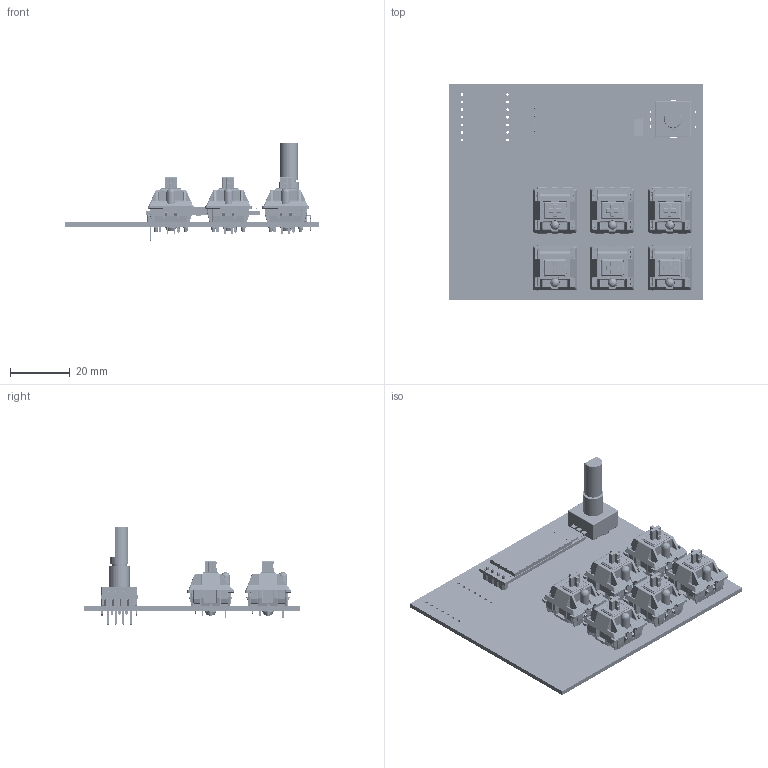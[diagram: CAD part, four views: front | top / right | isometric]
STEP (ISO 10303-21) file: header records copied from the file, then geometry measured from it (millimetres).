
FILE_DESCRIPTION(('KiCad electronic assembly'),'2;1');
FILE_NAME('jays-hackpad-pcb.step','2025-12-18T11:56:01',('Pcbnew'),( 'Kicad'),'Open CASCADE STEP processor 7.8','KiCad to STEP converter' ,'Unknown');
FILE_SCHEMA(('AUTOMOTIVE_DESIGN { 1 0 10303 214 1 1 1 1 }'));
Length unit declared in the file: millimetre
Products named in the file (15): jays-hackpad-pcb 1; Rotary Encoder; MX; MX Öá °´¼ü¡ä_¨¹___¡§1; MX ס סͥ¨¢¨¬_¡§¡顧__; MXס ϞñLEDLEDLED; MXÖá ÖáÌå µ×²¿ ¦Ì¡Á2__Ä¬ÈÏ_¨¢2____¨¨_; ֫½ğ__Ĭɏ__¨¨_; oled_0.91_128x32; OLED_0.91_128x32; Pin Header 4 x 1 TH 2.54mm Pitch; RESC-0603; 2SD0601A; jays-hackpad_PCB; jays-hackpad-pcb 2
Assembly tree (30 placements, depth 3):
  jays-hackpad-pcb 1
    Rotary Encoder
    MX  x6
      MX Öá °´¼ü¡ä_¨¹___¡§1
      MX ס סͥ¨¢¨¬_¡§¡顧__
      MXס ϞñLEDLEDLED
      MXÖá ÖáÌå µ×²¿ ¦Ì¡Á2__Ä¬ÈÏ_¨¢2____¨¨_
      ֫½ğ__Ĭɏ__¨¨_
    oled_0.91_128x32
      OLED_0.91_128x32
      Pin Header 4 x 1 TH 2.54mm Pitch
      RESC-0603  x13
      2SD0601A
    jays-hackpad_PCB
  jays-hackpad-pcb 2
Bounding box: 85 x 72 x 32.95 mm (x, y, z)
Volume: 18359.9 mm3; surface area: 32211.5 mm2
Topology: 115 solids, 115 shells, 10707 faces, 25904 edges, 14842 vertices
Faces by surface type: cylinder 4369, plane 3645, torus 1254, sphere 686, bspline 464, revolution 228, cone 61
Full cylindrical faces by diameter (mm): 0.889 x14, 1 x13, 1.5 x12, 1.7 x12, 2 x8, 4 x6, 5 x1, 6 x1, 6.884 x1
Entity records: 69073 total; most frequent: CARTESIAN_POINT 14992, ORIENTED_EDGE 10854, DIRECTION 10830, EDGE_CURVE 5427, AXIS2_PLACEMENT_3D 3809, VERTEX_POINT 3266, LINE 3174, VECTOR 3174
